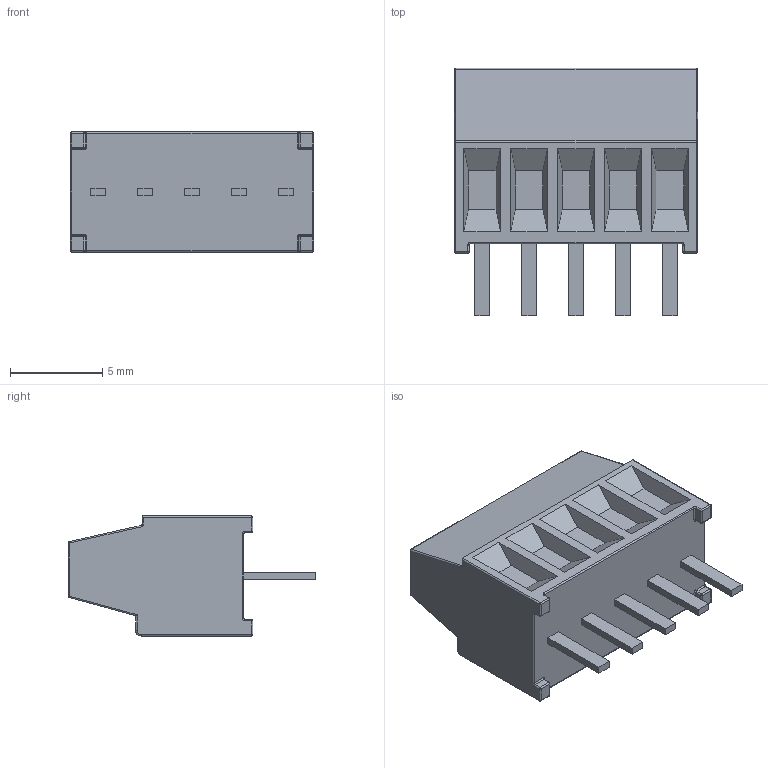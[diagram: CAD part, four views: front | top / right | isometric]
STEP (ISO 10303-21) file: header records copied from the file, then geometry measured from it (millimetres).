
FILE_DESCRIPTION (( 'STEP AP214' ), '1' );
FILE_NAME ('TE Term Block 5port 282834-5-c-3d.STEP', '2016-01-11T22:06:22', ( '' ), ( '' ), 'SwSTEP 2.0', 'SolidWorks 2015', '' );
FILE_SCHEMA (( 'AUTOMOTIVE_DESIGN' ));
Length unit declared in the file: millimetre
Products named in the file (2): TE Term Block 5port 282834-5-c-3d; c-282834-5-c-3d
Assembly tree (1 placements, depth 2):
  TE Term Block 5port 282834-5-c-3d
    c-282834-5-c-3d
Bounding box: 13.16 x 13.4 x 6.5 mm (x, y, z)
Volume: 618.2 mm3; surface area: 663.5 mm2
Topology: 1 solids, 1 shells, 251 faces, 612 edges, 362 vertices
Faces by surface type: plane 142, cylinder 73, sphere 20, torus 16
Entity records: 7787 total; most frequent: DIRECTION 1276, CARTESIAN_POINT 1225, ORIENTED_EDGE 1192, EDGE_CURVE 596, AXIS2_PLACEMENT_3D 429, LINE 418, VECTOR 418, VERTEX_POINT 362
